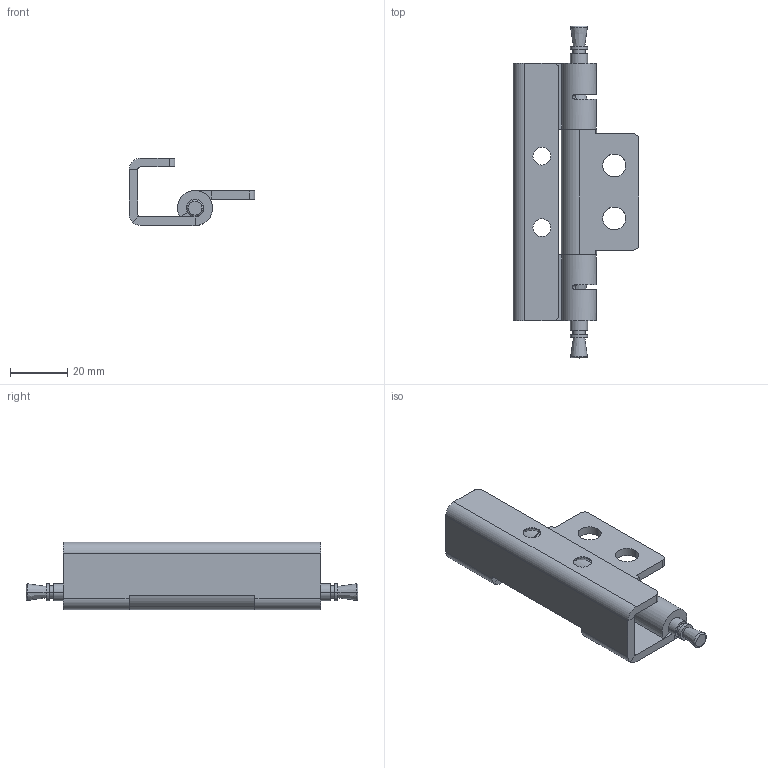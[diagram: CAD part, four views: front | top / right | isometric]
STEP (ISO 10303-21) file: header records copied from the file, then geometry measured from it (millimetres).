
FILE_DESCRIPTION(/* description */ (''),/* implementation_level */ '2;1');
FILE_NAME(/* name */ 'JL048',/* time_stamp */ '2024-10-17T12:07:10+08:00',/* author */ (''),/* organization */ (''),/* preprocessor_version */ 'ST-DEVELOPER v19.2',/* originating_system */ 'Rhino 8.5',/* authorisation */ '');
FILE_SCHEMA (('CONFIG_CONTROL_DESIGN'));
Length unit declared in the file: millimetre
Products named in the file (1): Document
Bounding box: 43.89 x 116 x 23.55 mm (x, y, z)
Volume: 7912.2 mm3; surface area: 17533.7 mm2
Topology: 3 solids, 4 shells, 139 faces, 334 edges, 204 vertices
Faces by surface type: plane 65, cylinder 48, bspline 26
Entity records: 11095 total; most frequent: CARTESIAN_POINT 8182, ORIENTED_EDGE 664, DIRECTION 403, EDGE_CURVE 334, AXIS2_PLACEMENT_3D 258, VERTEX_POINT 204, EDGE_LOOP 153, TRIMMED_CURVE 142
